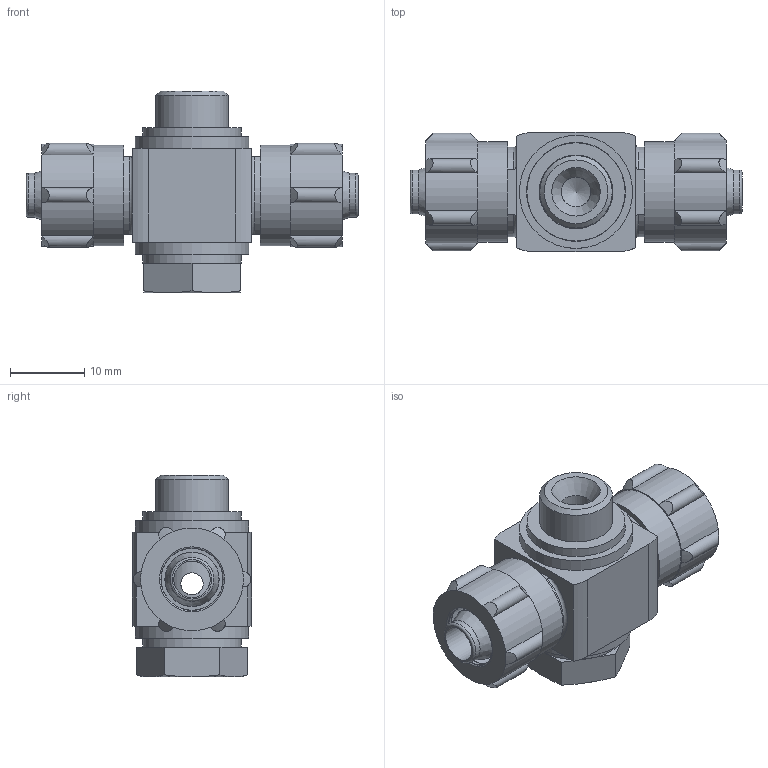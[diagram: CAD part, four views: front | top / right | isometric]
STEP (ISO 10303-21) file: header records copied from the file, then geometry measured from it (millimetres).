
FILE_DESCRIPTION(/* description */ ('STEP AP214'),/* implementation_level */ '2;1');
FILE_NAME(/* name */ '4486_TCK-1_8-PK-6',/* time_stamp */ '2024-09-15T15:28:04+02:00',/* author */ ('License CC BY-ND 4.0'),/* organization */ ('CADENAS'),/* preprocessor_version */ 'ST-DEVELOPER v19.3',/* originating_system */ 'PARTsolutions',/* authorisation */ ' ');
FILE_SCHEMA (('AUTOMOTIVE_DESIGN {1 0 10303 214 3 1 1}'));
Length unit declared in the file: millimetre
Products named in the file (6): 4486 TCK-1/8-PK-6; 4486 TCK-1/8-PK-6_D; 232731 TCK-1/8-PK-6; 531771 OK-1/8; 2972 HL-1/8; 2966 MCK-PK-6
Assembly tree (7 placements, depth 2):
  4486 TCK-1/8-PK-6
    4486 TCK-1/8-PK-6_D
    232731 TCK-1/8-PK-6
    531771 OK-1/8  x2
    2972 HL-1/8
    2966 MCK-PK-6  x2
Bounding box: 44.6 x 16 x 27.1 mm (x, y, z)
Volume: 7294.3 mm3; surface area: 7036.5 mm2
Topology: 6 solids, 6 shells, 161 faces, 327 edges, 193 vertices
Faces by surface type: cylinder 61, cone 45, plane 41, torus 14
Full cylindrical faces by diameter (mm): 3 x2, 4 x1, 4.9 x2, 5.9 x2, 6.8 x2, 7.3 x2, 8 x1, 8.3 x2, 9.7 x1, 9.728 x1, 9.9 x3, 10.917 x2, 13.2 x2, 13.3 x2, 13.5 x2, 15.2 x2
Entity records: 3358 total; most frequent: CARTESIAN_POINT 777, DIRECTION 528, ORIENTED_EDGE 418, AXIS2_PLACEMENT_3D 236, EDGE_CURVE 209, FACE_BOUND 189, EDGE_LOOP 188, VERTEX_POINT 150
